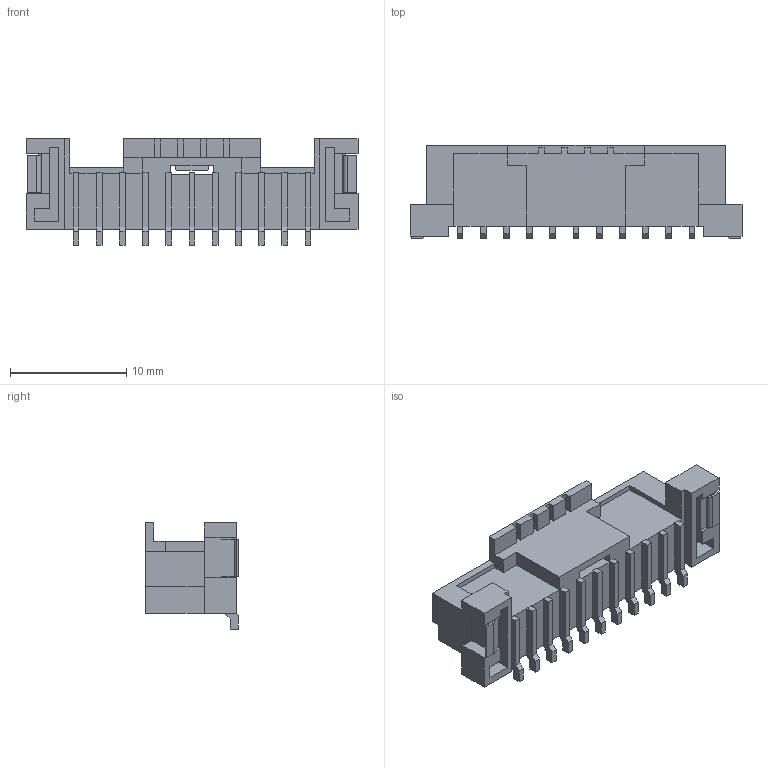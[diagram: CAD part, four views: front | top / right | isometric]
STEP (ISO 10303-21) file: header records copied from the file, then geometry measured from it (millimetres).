
FILE_DESCRIPTION((''),'2;1');
FILE_NAME('5600201120','2017-05-31T',('ksrinivasara'),(''),'PRO/ENGINEER BY PARAMETRIC TECHNOLOGY CORPORATION, 2012310','PRO/ENGINEER BY PARAMETRIC TECHNOLOGY CORPORATION, 2012310','');
FILE_SCHEMA(('CONFIG_CONTROL_DESIGN'));
Length unit declared in the file: millimetre
Products named in the file (1): 5600201120
Bounding box: 28.6 x 8 x 9.15 mm (x, y, z)
Volume: 565.8 mm3; surface area: 1563.4 mm2
Topology: 1 solids, 1 shells, 444 faces, 1254 edges, 818 vertices
Faces by surface type: plane 437, cylinder 5, cone 2
Entity records: 13914 total; most frequent: CARTESIAN_POINT 2465, ORIENTED_EDGE 2404, DIRECTION 2156, VECTOR 1242, LINE 1242, EDGE_CURVE 1202, VERTEX_POINT 766, AXIS2_PLACEMENT_3D 457
